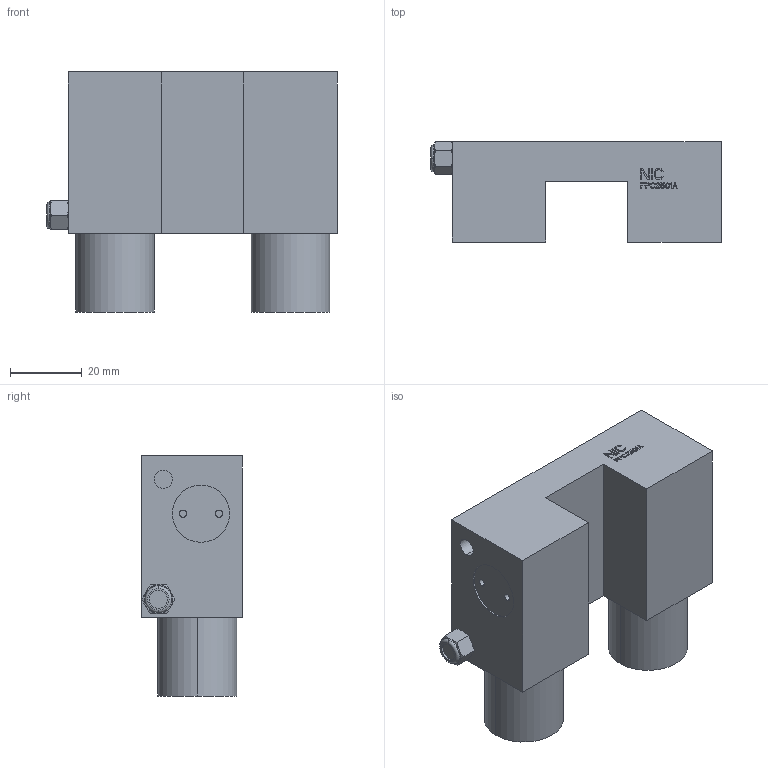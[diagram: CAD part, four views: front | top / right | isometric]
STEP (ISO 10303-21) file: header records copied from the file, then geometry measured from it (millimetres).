
FILE_DESCRIPTION((''),'2;1');
FILE_NAME('FPC2501A','2025-05-18T11:50:24',('lx'),(''),'CREO PARAMETRIC BY PTC INC, 2018100','CREO PARAMETRIC BY PTC INC, 2018100','');
FILE_SCHEMA(('CONFIG_CONTROL_DESIGN'));
Length unit declared in the file: millimetre
Products named in the file (1): FPC2501A
Bounding box: 81 x 28.02 x 67 mm (x, y, z)
Volume: 86381.7 mm3; surface area: 20920.4 mm2
Topology: 1 solids, 4 shells, 374 faces, 990 edges, 655 vertices
Faces by surface type: plane 312, cylinder 42, cone 16, torus 2, sphere 2
Entity records: 11516 total; most frequent: CARTESIAN_POINT 2131, ORIENTED_EDGE 1976, DIRECTION 1826, EDGE_CURVE 988, VECTOR 850, LINE 850, VERTEX_POINT 655, AXIS2_PLACEMENT_3D 488
